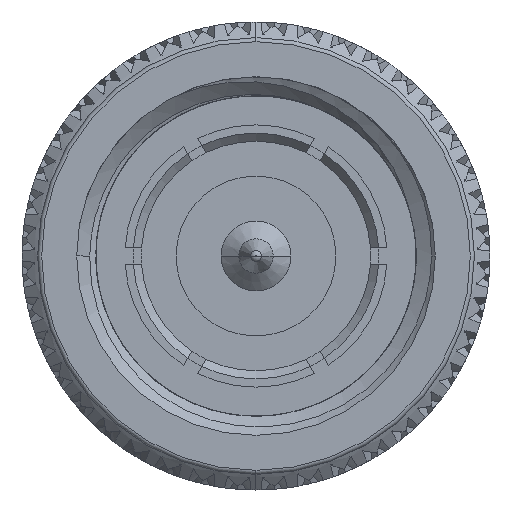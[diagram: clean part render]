
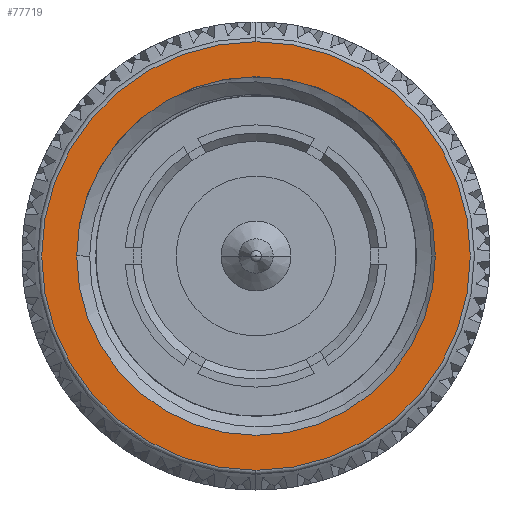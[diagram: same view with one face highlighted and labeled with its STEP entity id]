
A CAD part, left-side view. The second image highlights one B-rep face of the part: STEP entity #77719.
In plain terms, the highlighted planar face has unit normal (-1, 0, 0).
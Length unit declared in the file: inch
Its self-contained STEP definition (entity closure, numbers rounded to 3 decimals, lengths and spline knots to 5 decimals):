
#6796 = DIRECTION ( 'NONE',  ( -1., 0., 0. ) ) ;
#9498 = CARTESIAN_POINT ( 'NONE',  ( 0., 0., 0. ) ) ;
#12031 = ORIENTED_EDGE ( 'NONE', *, *, #142387, .F. ) ;
#15104 = VERTEX_POINT ( 'NONE', #134829 ) ;
#20439 = CARTESIAN_POINT ( 'NONE',  ( 0., -0.21875, 0. ) ) ;
#20937 = AXIS2_PLACEMENT_3D ( 'NONE', #133134, #6796, #159515 ) ;
#31317 = CIRCLE ( 'NONE', #78694, 0.2615 ) ;
#40176 = CARTESIAN_POINT ( 'NONE',  ( 0., 0.21875, 0. ) ) ;
#46762 = EDGE_CURVE ( 'NONE', #142174, #15104, #31317, .T. ) ;
#47195 = CIRCLE ( 'NONE', #20937, 0.2615 ) ;
#48608 = FACE_BOUND ( 'NONE', #103621, .T. ) ;
#52909 = CIRCLE ( 'NONE', #132150, 0.21875 ) ;
#55594 = CARTESIAN_POINT ( 'NONE',  ( 0., 0., 0. ) ) ;
#60927 = FACE_OUTER_BOUND ( 'NONE', #67818, .T. ) ;
#63398 = DIRECTION ( 'NONE',  ( 1., 0., 0. ) ) ;
#66607 = EDGE_CURVE ( 'NONE', #15104, #142174, #47195, .T. ) ;
#67818 = EDGE_LOOP ( 'NONE', ( #149709, #119131 ) ) ;
#77719 = ADVANCED_FACE ( 'NONE', ( #48608, #60927 ), #98929, .F. ) ;
#78694 = AXIS2_PLACEMENT_3D ( 'NONE', #156973, #117317, #82554 ) ;
#82554 = DIRECTION ( 'NONE',  ( 0., 0., -1. ) ) ;
#86123 = AXIS2_PLACEMENT_3D ( 'NONE', #9498, #121842, #97790 ) ;
#88482 = AXIS2_PLACEMENT_3D ( 'NONE', #91399, #63398, #141806 ) ;
#91054 = DIRECTION ( 'NONE',  ( -1., 0., 0. ) ) ;
#91399 = CARTESIAN_POINT ( 'NONE',  ( 0., 0.2665, 0. ) ) ;
#97790 = DIRECTION ( 'NONE',  ( 0., -1., 0. ) ) ;
#98929 = PLANE ( 'NONE',  #88482 ) ;
#100005 = ORIENTED_EDGE ( 'NONE', *, *, #101612, .F. ) ;
#101612 = EDGE_CURVE ( 'NONE', #123771, #121152, #154791, .T. ) ;
#103621 = EDGE_LOOP ( 'NONE', ( #12031, #100005 ) ) ;
#117317 = DIRECTION ( 'NONE',  ( -1., 0., 0. ) ) ;
#119131 = ORIENTED_EDGE ( 'NONE', *, *, #66607, .T. ) ;
#121152 = VERTEX_POINT ( 'NONE', #20439 ) ;
#121842 = DIRECTION ( 'NONE',  ( -1., 0., 0. ) ) ;
#123431 = CARTESIAN_POINT ( 'NONE',  ( 0., 0., -0.2615 ) ) ;
#123771 = VERTEX_POINT ( 'NONE', #40176 ) ;
#132150 = AXIS2_PLACEMENT_3D ( 'NONE', #55594, #91054, #157165 ) ;
#133134 = CARTESIAN_POINT ( 'NONE',  ( 0., 0., 0. ) ) ;
#134829 = CARTESIAN_POINT ( 'NONE',  ( 0., 0., 0.2615 ) ) ;
#141806 = DIRECTION ( 'NONE',  ( 0., 0., -1. ) ) ;
#142174 = VERTEX_POINT ( 'NONE', #123431 ) ;
#142387 = EDGE_CURVE ( 'NONE', #121152, #123771, #52909, .T. ) ;
#149709 = ORIENTED_EDGE ( 'NONE', *, *, #46762, .T. ) ;
#154791 = CIRCLE ( 'NONE', #86123, 0.21875 ) ;
#156973 = CARTESIAN_POINT ( 'NONE',  ( 0., 0., 0. ) ) ;
#157165 = DIRECTION ( 'NONE',  ( 0., -1., 0. ) ) ;
#159515 = DIRECTION ( 'NONE',  ( 0., 0., -1. ) ) ;
